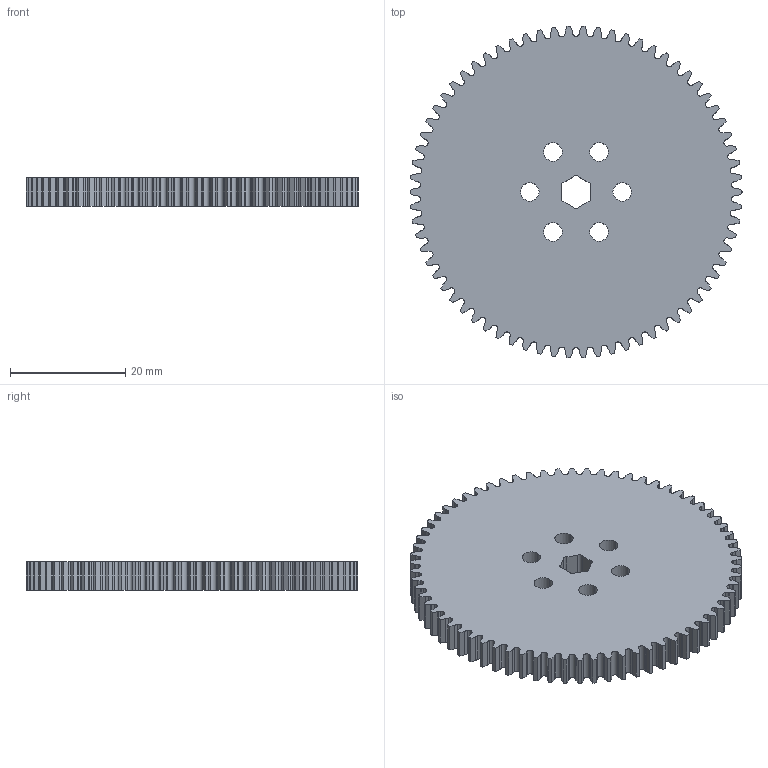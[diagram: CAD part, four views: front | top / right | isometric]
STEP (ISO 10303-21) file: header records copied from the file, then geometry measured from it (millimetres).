
FILE_DESCRIPTION (( 'STEP AP203' ), '1' );
FILE_NAME ('0.8 M 70 Tooth.STEP', '2018-06-07T22:20:22', ( '' ), ( '' ), 'SwSTEP 2.0', 'SolidWorks 2017', '' );
FILE_SCHEMA (( 'CONFIG_CONTROL_DESIGN' ));
Length unit declared in the file: millimetre
Products named in the file (1): 0.8 M 70 Tooth
Bounding box: 57.5 x 57.46 x 5 mm (x, y, z)
Volume: 11816.5 mm3; surface area: 6837.1 mm2
Topology: 1 solids, 1 shells, 619 faces, 1852 edges, 1235 vertices
Faces by surface type: bspline 280, cylinder 188, plane 151
Entity records: 30689 total; most frequent: CARTESIAN_POINT 15483, ORIENTED_EDGE 3704, DIRECTION 2347, EDGE_CURVE 1852, VERTEX_POINT 1235, LINE 915, VECTOR 915, AXIS2_PLACEMENT_3D 716
